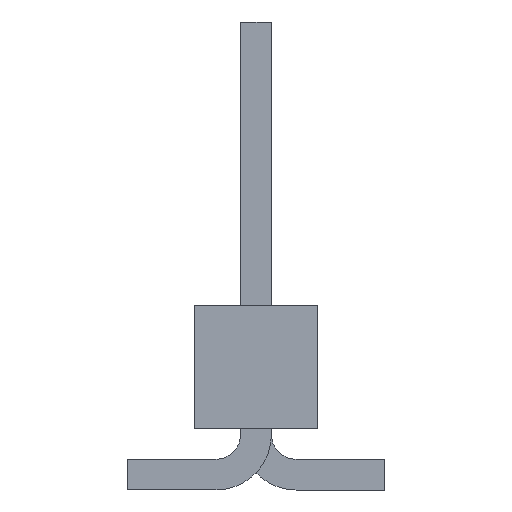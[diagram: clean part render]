
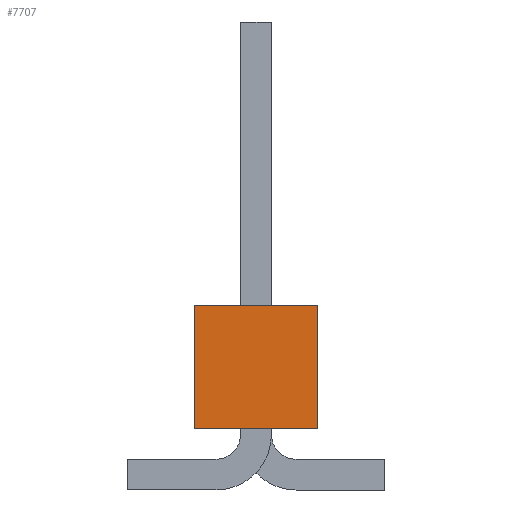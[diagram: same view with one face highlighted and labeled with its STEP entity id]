
A CAD part, left-side view. The second image highlights one B-rep face of the part: STEP entity #7707.
In plain terms, the highlighted face is planar.
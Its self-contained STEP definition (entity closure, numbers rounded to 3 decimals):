
#1700 = VERTEX_POINT('',#1701);
#1701 = CARTESIAN_POINT('',(31.75,1.27,1.27));
#1707 = EDGE_CURVE('',#1700,#1708,#1710,.T.);
#1708 = VERTEX_POINT('',#1709);
#1709 = CARTESIAN_POINT('',(31.75,1.27,-1.27));
#1710 = LINE('',#1711,#1712);
#1711 = CARTESIAN_POINT('',(31.75,1.27,1.27));
#1712 = VECTOR('',#1713,1.);
#1713 = DIRECTION('',(0.,0.,-1.));
#4086 = VERTEX_POINT('',#4087);
#4087 = CARTESIAN_POINT('',(31.75,-1.27,-1.27));
#4093 = EDGE_CURVE('',#4094,#4086,#4096,.T.);
#4094 = VERTEX_POINT('',#4095);
#4095 = CARTESIAN_POINT('',(31.75,-1.27,1.27));
#4096 = LINE('',#4097,#4098);
#4097 = CARTESIAN_POINT('',(31.75,-1.27,1.27));
#4098 = VECTOR('',#4099,1.);
#4099 = DIRECTION('',(0.,0.,-1.));
#5434 = EDGE_CURVE('',#1708,#4086,#5435,.T.);
#5435 = LINE('',#5436,#5437);
#5436 = CARTESIAN_POINT('',(31.75,1.27,-1.27));
#5437 = VECTOR('',#5438,1.);
#5438 = DIRECTION('',(0.,-1.,0.));
#5456 = EDGE_CURVE('',#1700,#4094,#5457,.T.);
#5457 = LINE('',#5458,#5459);
#5458 = CARTESIAN_POINT('',(31.75,1.27,1.27));
#5459 = VECTOR('',#5460,1.);
#5460 = DIRECTION('',(0.,-1.,0.));
#7707 = ADVANCED_FACE('',(#7708),#7714,.F.);
#7708 = FACE_BOUND('',#7709,.T.);
#7709 = EDGE_LOOP('',(#7710,#7711,#7712,#7713));
#7710 = ORIENTED_EDGE('',*,*,#4093,.T.);
#7711 = ORIENTED_EDGE('',*,*,#5434,.F.);
#7712 = ORIENTED_EDGE('',*,*,#1707,.F.);
#7713 = ORIENTED_EDGE('',*,*,#5456,.T.);
#7714 = PLANE('',#7715);
#7715 = AXIS2_PLACEMENT_3D('',#7716,#7717,#7718);
#7716 = CARTESIAN_POINT('',(31.75,1.27,1.27));
#7717 = DIRECTION('',(-1.,0.,0.));
#7718 = DIRECTION('',(0.,0.,1.));
